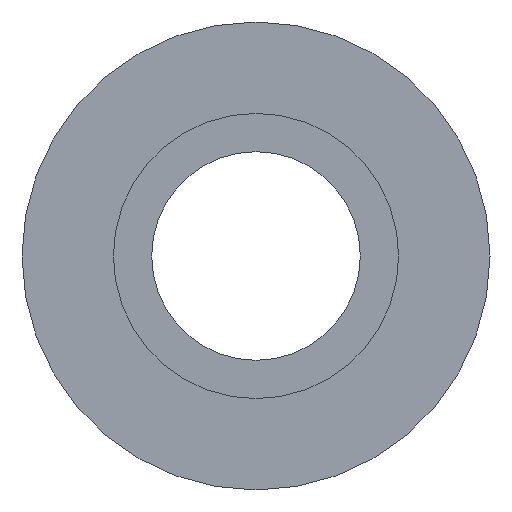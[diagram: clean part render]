
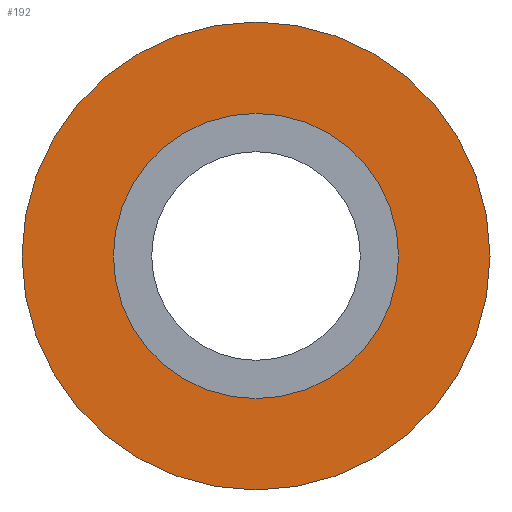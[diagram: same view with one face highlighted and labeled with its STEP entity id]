
A CAD part, left-side view. The second image highlights one B-rep face of the part: STEP entity #192.
In plain terms, the highlighted planar face has unit normal (-1, 0, 0).
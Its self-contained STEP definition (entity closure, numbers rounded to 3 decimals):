
#16=FACE_BOUND('',#49,.T.);
#20=PLANE('',#234);
#33=FACE_OUTER_BOUND('',#48,.T.);
#48=EDGE_LOOP('',(#156));
#49=EDGE_LOOP('',(#157));
#85=CIRCLE('',#233,52.5);
#86=CIRCLE('',#235,25.4);
#99=VERTEX_POINT('',#342);
#100=VERTEX_POINT('',#346);
#118=EDGE_CURVE('',#99,#99,#85,.T.);
#120=EDGE_CURVE('',#100,#100,#86,.T.);
#156=ORIENTED_EDGE('',*,*,#118,.T.);
#157=ORIENTED_EDGE('',*,*,#120,.F.);
#192=ADVANCED_FACE('',(#33,#16),#20,.T.);
#233=AXIS2_PLACEMENT_3D('',#343,#282,#283);
#234=AXIS2_PLACEMENT_3D('',#345,#285,#286);
#235=AXIS2_PLACEMENT_3D('',#347,#287,#288);
#282=DIRECTION('center_axis',(-1.,0.,0.));
#283=DIRECTION('ref_axis',(0.,0.,1.));
#285=DIRECTION('center_axis',(-1.,0.,0.));
#286=DIRECTION('ref_axis',(0.,0.,1.));
#287=DIRECTION('center_axis',(-1.,0.,0.));
#288=DIRECTION('ref_axis',(0.,0.,1.));
#342=CARTESIAN_POINT('',(-470.5,0.,-52.5));
#343=CARTESIAN_POINT('Origin',(-470.5,0.,0.));
#345=CARTESIAN_POINT('Origin',(-470.5,0.,38.95));
#346=CARTESIAN_POINT('',(-470.5,0.,-25.4));
#347=CARTESIAN_POINT('Origin',(-470.5,0.,0.));
